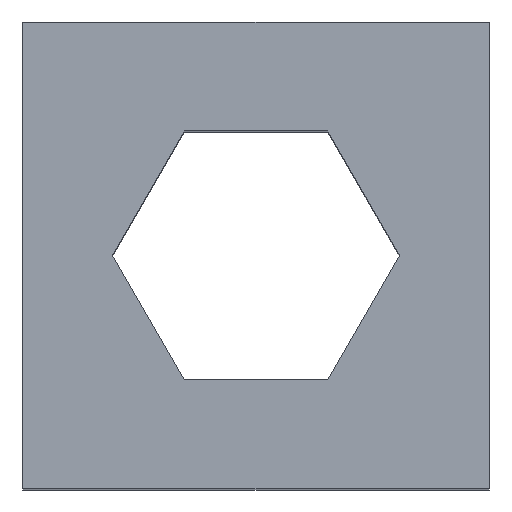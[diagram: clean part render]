
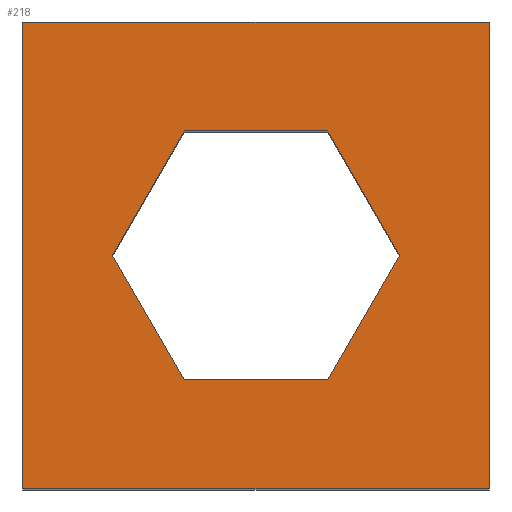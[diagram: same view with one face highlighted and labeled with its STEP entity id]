
A CAD part, top view. The second image highlights one B-rep face of the part: STEP entity #218.
In plain terms, the highlighted planar face has unit normal (0, 0, 1).
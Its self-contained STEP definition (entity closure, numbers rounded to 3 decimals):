
#2 = DIRECTION ( 'NONE',  ( 0., 1., 0. ) ) ;
#5 = CARTESIAN_POINT ( 'NONE',  ( 65., -65., 200. ) ) ;
#11 = VERTEX_POINT ( 'NONE', #267 ) ;
#12 = DIRECTION ( 'NONE',  ( 0., -1., 0. ) ) ;
#21 = CARTESIAN_POINT ( 'NONE',  ( -34.641, 20., 200. ) ) ;
#28 = EDGE_CURVE ( 'NONE', #329, #86, #437, .T. ) ;
#32 = CARTESIAN_POINT ( 'NONE',  ( 0., 40., 200. ) ) ;
#42 = LINE ( 'NONE', #344, #265 ) ;
#44 = FACE_BOUND ( 'NONE', #341, .T. ) ;
#45 = CARTESIAN_POINT ( 'NONE',  ( 0., 0., 200. ) ) ;
#52 = VECTOR ( 'NONE', #383, 1000. ) ;
#60 = EDGE_LOOP ( 'NONE', ( #331, #434, #215, #396 ) ) ;
#76 = CARTESIAN_POINT ( 'NONE',  ( 34.641, -20., 200. ) ) ;
#78 = DIRECTION ( 'NONE',  ( 1., 0., 0. ) ) ;
#81 = ORIENTED_EDGE ( 'NONE', *, *, #28, .F. ) ;
#82 = CARTESIAN_POINT ( 'NONE',  ( -65., 65., 200. ) ) ;
#86 = VERTEX_POINT ( 'NONE', #32 ) ;
#95 = VECTOR ( 'NONE', #399, 1000. ) ;
#101 = AXIS2_PLACEMENT_3D ( 'NONE', #45, #142, #12 ) ;
#109 = CARTESIAN_POINT ( 'NONE',  ( 0., 40., 200. ) ) ;
#116 = DIRECTION ( 'NONE',  ( 0., 1., 0. ) ) ;
#128 = CARTESIAN_POINT ( 'NONE',  ( 0., -40., 200. ) ) ;
#129 = VECTOR ( 'NONE', #389, 1000. ) ;
#132 = EDGE_CURVE ( 'NONE', #299, #329, #338, .T. ) ;
#140 = LINE ( 'NONE', #109, #52 ) ;
#142 = DIRECTION ( 'NONE',  ( 0., 0., 1. ) ) ;
#151 = VERTEX_POINT ( 'NONE', #128 ) ;
#155 = VECTOR ( 'NONE', #2, 1000. ) ;
#157 = VERTEX_POINT ( 'NONE', #334 ) ;
#160 = CARTESIAN_POINT ( 'NONE',  ( 34.641, 20., 200. ) ) ;
#168 = VERTEX_POINT ( 'NONE', #5 ) ;
#170 = CARTESIAN_POINT ( 'NONE',  ( 34.641, -20., 200. ) ) ;
#183 = LINE ( 'NONE', #251, #280 ) ;
#184 = ORIENTED_EDGE ( 'NONE', *, *, #343, .F. ) ;
#186 = LINE ( 'NONE', #253, #129 ) ;
#187 = VERTEX_POINT ( 'NONE', #319 ) ;
#188 = LINE ( 'NONE', #326, #197 ) ;
#196 = VERTEX_POINT ( 'NONE', #351 ) ;
#197 = VECTOR ( 'NONE', #116, 1000. ) ;
#212 = EDGE_CURVE ( 'NONE', #11, #168, #42, .T. ) ;
#215 = ORIENTED_EDGE ( 'NONE', *, *, #212, .T. ) ;
#218 = ADVANCED_FACE ( 'NONE', ( #377, #44 ), #313, .T. ) ;
#222 = ORIENTED_EDGE ( 'NONE', *, *, #409, .F. ) ;
#234 = EDGE_CURVE ( 'NONE', #86, #260, #140, .T. ) ;
#236 = DIRECTION ( 'NONE',  ( -0.866, 0.5, 0. ) ) ;
#250 = ORIENTED_EDGE ( 'NONE', *, *, #234, .F. ) ;
#251 = CARTESIAN_POINT ( 'NONE',  ( 0., -40., 200. ) ) ;
#253 = CARTESIAN_POINT ( 'NONE',  ( 65., 65., 200. ) ) ;
#260 = VERTEX_POINT ( 'NONE', #281 ) ;
#265 = VECTOR ( 'NONE', #78, 1000. ) ;
#267 = CARTESIAN_POINT ( 'NONE',  ( -65., -65., 200. ) ) ;
#273 = VECTOR ( 'NONE', #236, 1000. ) ;
#280 = VECTOR ( 'NONE', #392, 1000. ) ;
#281 = CARTESIAN_POINT ( 'NONE',  ( -34.641, 20., 200. ) ) ;
#286 = VECTOR ( 'NONE', #360, 1000. ) ;
#291 = ORIENTED_EDGE ( 'NONE', *, *, #132, .F. ) ;
#295 = LINE ( 'NONE', #328, #286 ) ;
#299 = VERTEX_POINT ( 'NONE', #76 ) ;
#305 = EDGE_CURVE ( 'NONE', #151, #299, #183, .T. ) ;
#306 = CARTESIAN_POINT ( 'NONE',  ( 34.641, 20., 200. ) ) ;
#313 = PLANE ( 'NONE',  #101 ) ;
#319 = CARTESIAN_POINT ( 'NONE',  ( -65., 65., 200. ) ) ;
#321 = LINE ( 'NONE', #82, #95 ) ;
#323 = LINE ( 'NONE', #21, #381 ) ;
#326 = CARTESIAN_POINT ( 'NONE',  ( 65., 65., 200. ) ) ;
#328 = CARTESIAN_POINT ( 'NONE',  ( -34.641, -20., 200. ) ) ;
#329 = VERTEX_POINT ( 'NONE', #160 ) ;
#331 = ORIENTED_EDGE ( 'NONE', *, *, #348, .T. ) ;
#334 = CARTESIAN_POINT ( 'NONE',  ( -34.641, -20., 200. ) ) ;
#338 = LINE ( 'NONE', #170, #155 ) ;
#341 = EDGE_LOOP ( 'NONE', ( #291, #364, #184, #222, #250, #81 ) ) ;
#343 = EDGE_CURVE ( 'NONE', #157, #151, #295, .T. ) ;
#344 = CARTESIAN_POINT ( 'NONE',  ( 65., -65., 200. ) ) ;
#348 = EDGE_CURVE ( 'NONE', #196, #187, #186, .T. ) ;
#351 = CARTESIAN_POINT ( 'NONE',  ( 65., 65., 200. ) ) ;
#357 = EDGE_CURVE ( 'NONE', #187, #11, #321, .T. ) ;
#360 = DIRECTION ( 'NONE',  ( 0.866, -0.5, 0. ) ) ;
#364 = ORIENTED_EDGE ( 'NONE', *, *, #305, .F. ) ;
#377 = FACE_OUTER_BOUND ( 'NONE', #60, .T. ) ;
#381 = VECTOR ( 'NONE', #431, 1000. ) ;
#383 = DIRECTION ( 'NONE',  ( -0.866, -0.5, 0. ) ) ;
#389 = DIRECTION ( 'NONE',  ( -1., 0., 0. ) ) ;
#391 = EDGE_CURVE ( 'NONE', #168, #196, #188, .T. ) ;
#392 = DIRECTION ( 'NONE',  ( 0.866, 0.5, 0. ) ) ;
#396 = ORIENTED_EDGE ( 'NONE', *, *, #391, .T. ) ;
#399 = DIRECTION ( 'NONE',  ( 0., -1., 0. ) ) ;
#409 = EDGE_CURVE ( 'NONE', #260, #157, #323, .T. ) ;
#431 = DIRECTION ( 'NONE',  ( 0., -1., 0. ) ) ;
#434 = ORIENTED_EDGE ( 'NONE', *, *, #357, .T. ) ;
#437 = LINE ( 'NONE', #306, #273 ) ;
